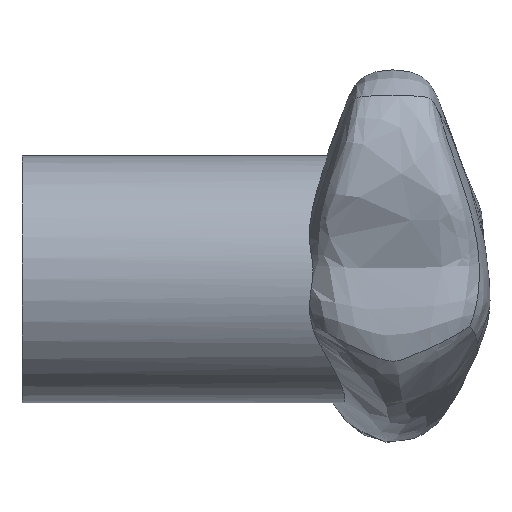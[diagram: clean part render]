
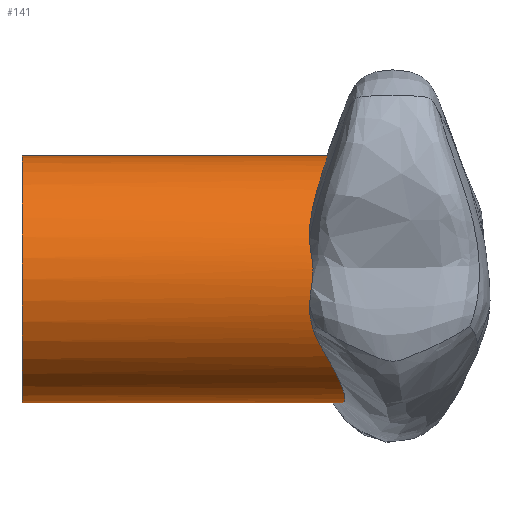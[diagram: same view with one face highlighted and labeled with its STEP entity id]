
A CAD part, front view. The second image highlights one B-rep face of the part: STEP entity #141.
In plain terms, the highlighted cylindrical face has radius 5 mm (diameter 10 mm), a full revolution.
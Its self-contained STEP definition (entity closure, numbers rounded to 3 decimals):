
#23=FACE_OUTER_BOUND('',#32,.T.);
#32=EDGE_LOOP('',(#98,#99,#100,#101,#102,#103,#104,#105));
#41=B_SPLINE_CURVE_WITH_KNOTS('',3,(#192,#193,#194,#195,#196,#197,#198,
#199),.UNSPECIFIED.,.F.,.F.,(4,2,2,4),(-0.208,-0.197,
-0.132,0.),.UNSPECIFIED.);
#42=B_SPLINE_CURVE_WITH_KNOTS('',3,(#201,#202,#203,#204,#205,#206,#207,
#208,#209,#210,#211,#212,#213,#214,#215,#216,#217,#218,#219,#220,#221,#222,
#223,#224,#225,#226,#227,#228,#229,#230,#231,#232,#233,#234),
 .UNSPECIFIED.,.F.,.F.,(4,2,2,2,2,2,2,2,2,2,2,2,2,2,2,2,4),(-1.945,
-1.868,-1.778,-1.562,-1.358,
-1.202,-1.091,-1.036,-0.992,
-0.942,-0.852,-0.734,-0.596,
-0.463,-0.315,-0.167,0.),
 .UNSPECIFIED.);
#43=B_SPLINE_CURVE_WITH_KNOTS('',3,(#236,#237,#238,#239,#240,#241,#242,
#243,#244,#245,#246,#247,#248,#249,#250,#251,#252,#253,#254,#255),
 .UNSPECIFIED.,.F.,.F.,(4,2,2,2,2,2,2,2,2,4),(-0.693,-0.631,
-0.552,-0.459,-0.409,-0.369,
-0.324,-0.245,-0.118,0.),
 .UNSPECIFIED.);
#44=B_SPLINE_CURVE_WITH_KNOTS('',3,(#257,#258,#259,#260,#261,#262),
 .UNSPECIFIED.,.F.,.F.,(4,2,4),(-0.127,-0.058,
0.),.UNSPECIFIED.);
#45=B_SPLINE_CURVE_WITH_KNOTS('',3,(#263,#264,#265,#266),.UNSPECIFIED.,
 .F.,.F.,(4,4),(-0.302,-0.208),.UNSPECIFIED.);
#60=LINE('',#190,#61);
#61=VECTOR('',#182,5.);
#62=CIRCLE('',#174,5.);
#63=VERTEX_POINT('',#187);
#64=VERTEX_POINT('',#189);
#65=VERTEX_POINT('',#191);
#66=VERTEX_POINT('',#200);
#67=VERTEX_POINT('',#235);
#68=VERTEX_POINT('',#256);
#77=EDGE_CURVE('',#63,#63,#62,.T.);
#78=EDGE_CURVE('',#63,#64,#60,.T.);
#79=EDGE_CURVE('',#64,#65,#41,.T.);
#80=EDGE_CURVE('',#65,#66,#42,.T.);
#81=EDGE_CURVE('',#66,#67,#43,.T.);
#82=EDGE_CURVE('',#67,#68,#44,.T.);
#83=EDGE_CURVE('',#68,#64,#45,.T.);
#98=ORIENTED_EDGE('',*,*,#77,.T.);
#99=ORIENTED_EDGE('',*,*,#78,.T.);
#100=ORIENTED_EDGE('',*,*,#79,.T.);
#101=ORIENTED_EDGE('',*,*,#80,.T.);
#102=ORIENTED_EDGE('',*,*,#81,.T.);
#103=ORIENTED_EDGE('',*,*,#82,.T.);
#104=ORIENTED_EDGE('',*,*,#83,.T.);
#105=ORIENTED_EDGE('',*,*,#78,.F.);
#140=CYLINDRICAL_SURFACE('',#173,5.);
#141=ADVANCED_FACE('',(#23),#140,.T.);
#173=AXIS2_PLACEMENT_3D('',#186,#178,#179);
#174=AXIS2_PLACEMENT_3D('',#188,#180,#181);
#178=DIRECTION('center_axis',(1.,0.,0.));
#179=DIRECTION('ref_axis',(0.,1.,0.));
#180=DIRECTION('center_axis',(1.,0.,0.));
#181=DIRECTION('ref_axis',(0.,1.,0.));
#182=DIRECTION('',(1.,0.,0.));
#186=CARTESIAN_POINT('Origin',(0.,7.,-1.));
#187=CARTESIAN_POINT('',(-15.,2.,-1.));
#188=CARTESIAN_POINT('Origin',(-15.,7.,-1.));
#189=CARTESIAN_POINT('',(-3.25,2.,-1.));
#190=CARTESIAN_POINT('',(0.,2.,-1.));
#191=CARTESIAN_POINT('',(-3.376,2.291,0.682));
#192=CARTESIAN_POINT('Ctrl Pts',(-3.25,2.,-1.));
#193=CARTESIAN_POINT('Ctrl Pts',(-3.246,2.,-0.964));
#194=CARTESIAN_POINT('Ctrl Pts',(-3.243,2.,-0.928));
#195=CARTESIAN_POINT('Ctrl Pts',(-3.221,2.006,-0.669));
#196=CARTESIAN_POINT('Ctrl Pts',(-3.228,2.023,-0.503));
#197=CARTESIAN_POINT('Ctrl Pts',(-3.28,2.08,-0.061));
#198=CARTESIAN_POINT('Ctrl Pts',(-3.364,2.144,0.269));
#199=CARTESIAN_POINT('Ctrl Pts',(-3.376,2.291,0.682));
#200=CARTESIAN_POINT('',(-3.32,10.872,-4.163));
#201=CARTESIAN_POINT('Ctrl Pts',(-3.376,2.291,0.682));
#202=CARTESIAN_POINT('Ctrl Pts',(-3.381,2.358,0.868));
#203=CARTESIAN_POINT('Ctrl Pts',(-3.371,2.435,1.05));
#204=CARTESIAN_POINT('Ctrl Pts',(-3.333,2.625,1.431));
#205=CARTESIAN_POINT('Ctrl Pts',(-3.3,2.741,1.63));
#206=CARTESIAN_POINT('Ctrl Pts',(-3.173,3.178,2.27));
#207=CARTESIAN_POINT('Ctrl Pts',(-3.05,3.573,2.689));
#208=CARTESIAN_POINT('Ctrl Pts',(-2.836,4.509,3.372));
#209=CARTESIAN_POINT('Ctrl Pts',(-2.75,5.019,3.626));
#210=CARTESIAN_POINT('Ctrl Pts',(-2.661,5.984,3.915));
#211=CARTESIAN_POINT('Ctrl Pts',(-2.644,6.416,3.985));
#212=CARTESIAN_POINT('Ctrl Pts',(-2.651,7.165,4.007));
#213=CARTESIAN_POINT('Ctrl Pts',(-2.664,7.476,3.987));
#214=CARTESIAN_POINT('Ctrl Pts',(-2.699,7.935,3.914));
#215=CARTESIAN_POINT('Ctrl Pts',(-2.713,8.085,3.883));
#216=CARTESIAN_POINT('Ctrl Pts',(-2.742,8.353,3.815));
#217=CARTESIAN_POINT('Ctrl Pts',(-2.756,8.47,3.781));
#218=CARTESIAN_POINT('Ctrl Pts',(-2.79,8.718,3.698));
#219=CARTESIAN_POINT('Ctrl Pts',(-2.81,8.847,3.648));
#220=CARTESIAN_POINT('Ctrl Pts',(-2.872,9.204,3.495));
#221=CARTESIAN_POINT('Ctrl Pts',(-2.918,9.425,3.38));
#222=CARTESIAN_POINT('Ctrl Pts',(-3.04,9.912,3.077));
#223=CARTESIAN_POINT('Ctrl Pts',(-3.12,10.169,2.881));
#224=CARTESIAN_POINT('Ctrl Pts',(-3.297,10.675,2.41));
#225=CARTESIAN_POINT('Ctrl Pts',(-3.411,10.978,2.075));
#226=CARTESIAN_POINT('Ctrl Pts',(-3.598,11.518,1.2));
#227=CARTESIAN_POINT('Ctrl Pts',(-3.672,11.72,0.728));
#228=CARTESIAN_POINT('Ctrl Pts',(-3.796,11.987,-0.322));
#229=CARTESIAN_POINT('Ctrl Pts',(-3.837,12.022,-0.858));
#230=CARTESIAN_POINT('Ctrl Pts',(-3.844,11.954,-1.838));
#231=CARTESIAN_POINT('Ctrl Pts',(-3.806,11.85,-2.307));
#232=CARTESIAN_POINT('Ctrl Pts',(-3.624,11.486,-3.276));
#233=CARTESIAN_POINT('Ctrl Pts',(-3.476,11.211,-3.749));
#234=CARTESIAN_POINT('Ctrl Pts',(-3.32,10.872,-4.163));
#235=CARTESIAN_POINT('',(-3.22,2.441,-3.052));
#236=CARTESIAN_POINT('Ctrl Pts',(-3.32,10.872,-4.163));
#237=CARTESIAN_POINT('Ctrl Pts',(-3.219,10.654,-4.43));
#238=CARTESIAN_POINT('Ctrl Pts',(-3.113,10.409,-4.673));
#239=CARTESIAN_POINT('Ctrl Pts',(-2.868,9.805,-5.162));
#240=CARTESIAN_POINT('Ctrl Pts',(-2.726,9.434,-5.389));
#241=CARTESIAN_POINT('Ctrl Pts',(-2.43,8.569,-5.775));
#242=CARTESIAN_POINT('Ctrl Pts',(-2.278,8.065,-5.913));
#243=CARTESIAN_POINT('Ctrl Pts',(-2.098,7.263,-6.001));
#244=CARTESIAN_POINT('Ctrl Pts',(-2.045,6.977,-6.008));
#245=CARTESIAN_POINT('Ctrl Pts',(-1.976,6.462,-5.976));
#246=CARTESIAN_POINT('Ctrl Pts',(-1.956,6.235,-5.946));
#247=CARTESIAN_POINT('Ctrl Pts',(-1.934,5.752,-5.849));
#248=CARTESIAN_POINT('Ctrl Pts',(-1.937,5.5,-5.777));
#249=CARTESIAN_POINT('Ctrl Pts',(-1.988,4.83,-5.527));
#250=CARTESIAN_POINT('Ctrl Pts',(-2.065,4.436,-5.315));
#251=CARTESIAN_POINT('Ctrl Pts',(-2.38,3.505,-4.645));
#252=CARTESIAN_POINT('Ctrl Pts',(-2.642,3.143,-4.2));
#253=CARTESIAN_POINT('Ctrl Pts',(-2.932,2.766,-3.677));
#254=CARTESIAN_POINT('Ctrl Pts',(-3.105,2.595,-3.396));
#255=CARTESIAN_POINT('Ctrl Pts',(-3.22,2.441,-3.052));
#256=CARTESIAN_POINT('',(-3.368,2.112,-2.05));
#257=CARTESIAN_POINT('Ctrl Pts',(-3.22,2.441,-3.052));
#258=CARTESIAN_POINT('Ctrl Pts',(-3.273,2.369,-2.893));
#259=CARTESIAN_POINT('Ctrl Pts',(-3.314,2.299,-2.712));
#260=CARTESIAN_POINT('Ctrl Pts',(-3.36,2.197,-2.397));
#261=CARTESIAN_POINT('Ctrl Pts',(-3.372,2.152,-2.24));
#262=CARTESIAN_POINT('Ctrl Pts',(-3.368,2.112,-2.05));
#263=CARTESIAN_POINT('Ctrl Pts',(-3.368,2.112,-2.05));
#264=CARTESIAN_POINT('Ctrl Pts',(-3.359,2.028,-1.663));
#265=CARTESIAN_POINT('Ctrl Pts',(-3.287,2.,-1.324));
#266=CARTESIAN_POINT('Ctrl Pts',(-3.25,2.,-1.));
